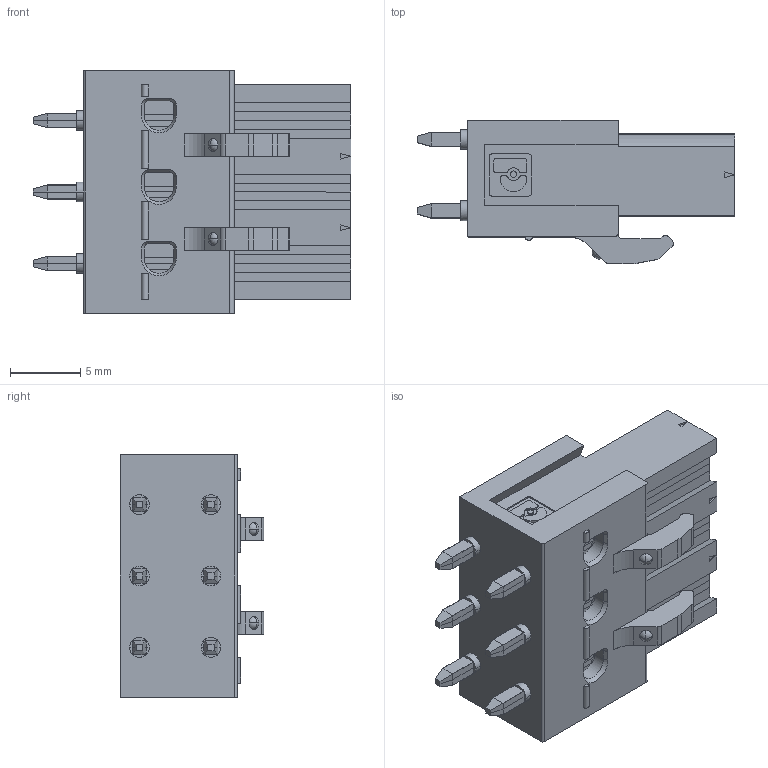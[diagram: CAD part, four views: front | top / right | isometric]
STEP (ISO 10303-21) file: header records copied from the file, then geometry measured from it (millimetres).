
FILE_DESCRIPTION(('STEP AP203'),'1');
FILE_NAME('1785955.stp','2023-08-17T07:34:16',('TraceParts'),('TraceParts S.A.'),'Spatial InterOp 3D',' ',' ');
FILE_SCHEMA(('CONFIG_CONTROL_DESIGN'));
Length unit declared in the file: millimetre
Products named in the file (1): 1
Bounding box: 22.6 x 10.2 x 17.24 mm (x, y, z)
Volume: 2097.9 mm3; surface area: 1495.5 mm2
Topology: 1 solids, 1 shells, 526 faces, 1178 edges, 680 vertices
Faces by surface type: plane 406, cylinder 103, cone 9, sphere 8
Entity records: 14527 total; most frequent: CARTESIAN_POINT 2673, DIRECTION 2565, ORIENTED_EDGE 2356, EDGE_CURVE 1178, AXIS2_PLACEMENT_3D 872, LINE 821, VECTOR 821, VERTEX_POINT 680
